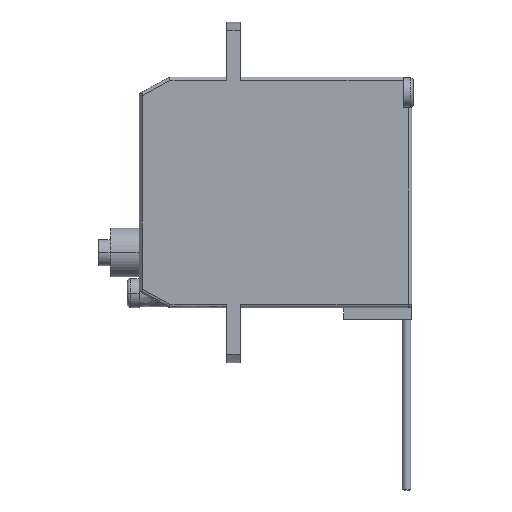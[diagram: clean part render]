
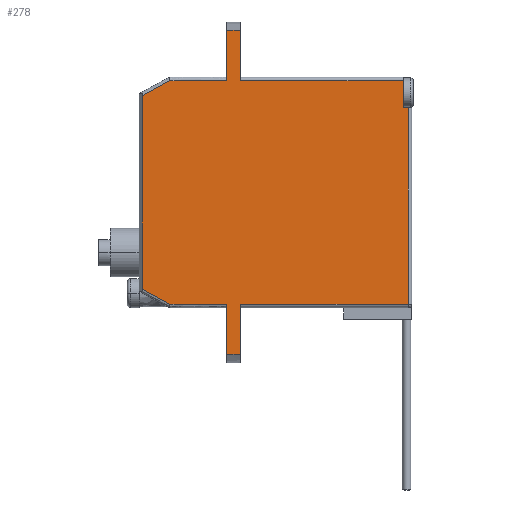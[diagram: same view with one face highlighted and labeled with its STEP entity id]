
A CAD part, left-side view. The second image highlights one B-rep face of the part: STEP entity #278.
In plain terms, the highlighted free-form (B-spline) face has degree [1, 1] with [2, 2] control points.
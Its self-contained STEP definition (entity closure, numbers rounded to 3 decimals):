
#170 = VERTEX_POINT('',#171);
#171 = CARTESIAN_POINT('',(-4.623,-11.539,
    7.337));
#177 = EDGE_CURVE('',#170,#178,#180,.T.);
#178 = VERTEX_POINT('',#179);
#179 = CARTESIAN_POINT('',(-4.623,-11.095,
    7.337));
#180 = B_SPLINE_CURVE_WITH_KNOTS('',1,(#181,#182),.UNSPECIFIED.,.F.,.F.,
  (2,2),(0.,0.3),.PIECEWISE_BEZIER_KNOTS.);
#181 = CARTESIAN_POINT('',(-4.623,-11.539,
    7.337));
#182 = CARTESIAN_POINT('',(-4.623,-11.095,
    7.337));
#198 = EDGE_CURVE('',#170,#199,#201,.T.);
#199 = VERTEX_POINT('',#200);
#200 = CARTESIAN_POINT('',(-4.623,-11.539,
    -9.704));
#201 = B_SPLINE_CURVE_WITH_KNOTS('',1,(#202,#203),.UNSPECIFIED.,.F.,.F.,
  (2,2),(0.,11.52),.PIECEWISE_BEZIER_KNOTS.);
#202 = CARTESIAN_POINT('',(-4.623,-11.539,
    7.337));
#203 = CARTESIAN_POINT('',(-4.623,-11.539,
    -9.704));
#254 = VERTEX_POINT('',#255);
#255 = CARTESIAN_POINT('',(-4.623,3.033,-9.704
    ));
#267 = EDGE_CURVE('',#254,#199,#268,.T.);
#268 = B_SPLINE_CURVE_WITH_KNOTS('',1,(#269,#270),.UNSPECIFIED.,.F.,.F.,
  (2,2),(0.,9.85),.PIECEWISE_BEZIER_KNOTS.);
#269 = CARTESIAN_POINT('',(-4.623,3.033,-9.704
    ));
#270 = CARTESIAN_POINT('',(-4.623,-11.539,
    -9.704));
#278 = ADVANCED_FACE('',(#279),#373,.T.);
#279 = FACE_BOUND('',#280,.F.);
#280 = EDGE_LOOP('',(#281,#288,#289,#290,#291,#298,#305,#312,#319,#326,
    #333,#340,#347,#354,#361,#368));
#281 = ORIENTED_EDGE('',*,*,#282,.T.);
#282 = EDGE_CURVE('',#283,#178,#285,.T.);
#283 = VERTEX_POINT('',#284);
#284 = CARTESIAN_POINT('',(-4.623,-11.095,9.704
    ));
#285 = B_SPLINE_CURVE_WITH_KNOTS('',1,(#286,#287),.UNSPECIFIED.,.F.,.F.,
  (2,2),(0.,1.6),.PIECEWISE_BEZIER_KNOTS.);
#286 = CARTESIAN_POINT('',(-4.623,-11.095,9.704
    ));
#287 = CARTESIAN_POINT('',(-4.623,-11.095,
    7.337));
#288 = ORIENTED_EDGE('',*,*,#177,.F.);
#289 = ORIENTED_EDGE('',*,*,#198,.T.);
#290 = ORIENTED_EDGE('',*,*,#267,.F.);
#291 = ORIENTED_EDGE('',*,*,#292,.F.);
#292 = EDGE_CURVE('',#293,#254,#295,.T.);
#293 = VERTEX_POINT('',#294);
#294 = CARTESIAN_POINT('',(-4.623,3.033,
    -14.052));
#295 = B_SPLINE_CURVE_WITH_KNOTS('',1,(#296,#297),.UNSPECIFIED.,.F.,.F.,
  (2,2),(0.,2.939),.PIECEWISE_BEZIER_KNOTS.);
#296 = CARTESIAN_POINT('',(-4.623,3.033,
    -14.052));
#297 = CARTESIAN_POINT('',(-4.623,3.033,-9.704
    ));
#298 = ORIENTED_EDGE('',*,*,#299,.T.);
#299 = EDGE_CURVE('',#293,#300,#302,.T.);
#300 = VERTEX_POINT('',#301);
#301 = CARTESIAN_POINT('',(-4.623,4.246,
    -14.052));
#302 = B_SPLINE_CURVE_WITH_KNOTS('',1,(#303,#304),.UNSPECIFIED.,.F.,.F.,
  (2,2),(0.,0.82),.PIECEWISE_BEZIER_KNOTS.);
#303 = CARTESIAN_POINT('',(-4.623,3.033,
    -14.052));
#304 = CARTESIAN_POINT('',(-4.623,4.246,
    -14.052));
#305 = ORIENTED_EDGE('',*,*,#306,.F.);
#306 = EDGE_CURVE('',#307,#300,#309,.T.);
#307 = VERTEX_POINT('',#308);
#308 = CARTESIAN_POINT('',(-4.623,4.246,-9.704
    ));
#309 = B_SPLINE_CURVE_WITH_KNOTS('',1,(#310,#311),.UNSPECIFIED.,.F.,.F.,
  (2,2),(0.,2.939),.PIECEWISE_BEZIER_KNOTS.);
#310 = CARTESIAN_POINT('',(-4.623,4.246,-9.704
    ));
#311 = CARTESIAN_POINT('',(-4.623,4.246,
    -14.052));
#312 = ORIENTED_EDGE('',*,*,#313,.F.);
#313 = EDGE_CURVE('',#314,#307,#316,.T.);
#314 = VERTEX_POINT('',#315);
#315 = CARTESIAN_POINT('',(-4.623,9.153,-9.704
    ));
#316 = B_SPLINE_CURVE_WITH_KNOTS('',1,(#317,#318),.UNSPECIFIED.,.F.,.F.,
  (2,2),(0.,3.318),.PIECEWISE_BEZIER_KNOTS.);
#317 = CARTESIAN_POINT('',(-4.623,9.153,-9.704
    ));
#318 = CARTESIAN_POINT('',(-4.623,4.246,-9.704
    ));
#319 = ORIENTED_EDGE('',*,*,#320,.F.);
#320 = EDGE_CURVE('',#321,#314,#323,.T.);
#321 = VERTEX_POINT('',#322);
#322 = CARTESIAN_POINT('',(-4.623,11.539,-8.404)
  );
#323 = B_SPLINE_CURVE_WITH_KNOTS('',1,(#324,#325),.UNSPECIFIED.,.F.,.F.,
  (2,2),(0.,1.836),.PIECEWISE_BEZIER_KNOTS.);
#324 = CARTESIAN_POINT('',(-4.623,11.539,-8.404)
  );
#325 = CARTESIAN_POINT('',(-4.623,9.153,-9.704
    ));
#326 = ORIENTED_EDGE('',*,*,#327,.T.);
#327 = EDGE_CURVE('',#321,#328,#330,.T.);
#328 = VERTEX_POINT('',#329);
#329 = CARTESIAN_POINT('',(-4.623,11.539,8.404)
  );
#330 = B_SPLINE_CURVE_WITH_KNOTS('',1,(#331,#332),.UNSPECIFIED.,.F.,.F.,
  (2,2),(0.,11.362),.PIECEWISE_BEZIER_KNOTS.);
#331 = CARTESIAN_POINT('',(-4.623,11.539,-8.404)
  );
#332 = CARTESIAN_POINT('',(-4.623,11.539,8.404)
  );
#333 = ORIENTED_EDGE('',*,*,#334,.F.);
#334 = EDGE_CURVE('',#335,#328,#337,.T.);
#335 = VERTEX_POINT('',#336);
#336 = CARTESIAN_POINT('',(-4.623,9.153,9.704)
  );
#337 = B_SPLINE_CURVE_WITH_KNOTS('',1,(#338,#339),.UNSPECIFIED.,.F.,.F.,
  (2,2),(0.,1.836),.PIECEWISE_BEZIER_KNOTS.);
#338 = CARTESIAN_POINT('',(-4.623,9.153,9.704)
  );
#339 = CARTESIAN_POINT('',(-4.623,11.539,8.404)
  );
#340 = ORIENTED_EDGE('',*,*,#341,.T.);
#341 = EDGE_CURVE('',#335,#342,#344,.T.);
#342 = VERTEX_POINT('',#343);
#343 = CARTESIAN_POINT('',(-4.623,4.246,9.704)
  );
#344 = B_SPLINE_CURVE_WITH_KNOTS('',1,(#345,#346),.UNSPECIFIED.,.F.,.F.,
  (2,2),(0.,3.318),.PIECEWISE_BEZIER_KNOTS.);
#345 = CARTESIAN_POINT('',(-4.623,9.153,9.704)
  );
#346 = CARTESIAN_POINT('',(-4.623,4.246,9.704)
  );
#347 = ORIENTED_EDGE('',*,*,#348,.F.);
#348 = EDGE_CURVE('',#349,#342,#351,.T.);
#349 = VERTEX_POINT('',#350);
#350 = CARTESIAN_POINT('',(-4.623,4.246,
    14.052));
#351 = B_SPLINE_CURVE_WITH_KNOTS('',1,(#352,#353),.UNSPECIFIED.,.F.,.F.,
  (2,2),(0.,2.939),.PIECEWISE_BEZIER_KNOTS.);
#352 = CARTESIAN_POINT('',(-4.623,4.246,
    14.052));
#353 = CARTESIAN_POINT('',(-4.623,4.246,9.704)
  );
#354 = ORIENTED_EDGE('',*,*,#355,.F.);
#355 = EDGE_CURVE('',#356,#349,#358,.T.);
#356 = VERTEX_POINT('',#357);
#357 = CARTESIAN_POINT('',(-4.623,3.033,
    14.052));
#358 = B_SPLINE_CURVE_WITH_KNOTS('',1,(#359,#360),.UNSPECIFIED.,.F.,.F.,
  (2,2),(0.,0.82),.PIECEWISE_BEZIER_KNOTS.);
#359 = CARTESIAN_POINT('',(-4.623,3.033,
    14.052));
#360 = CARTESIAN_POINT('',(-4.623,4.246,
    14.052));
#361 = ORIENTED_EDGE('',*,*,#362,.F.);
#362 = EDGE_CURVE('',#363,#356,#365,.T.);
#363 = VERTEX_POINT('',#364);
#364 = CARTESIAN_POINT('',(-4.623,3.033,9.704)
  );
#365 = B_SPLINE_CURVE_WITH_KNOTS('',1,(#366,#367),.UNSPECIFIED.,.F.,.F.,
  (2,2),(0.,2.939),.PIECEWISE_BEZIER_KNOTS.);
#366 = CARTESIAN_POINT('',(-4.623,3.033,9.704)
  );
#367 = CARTESIAN_POINT('',(-4.623,3.033,
    14.052));
#368 = ORIENTED_EDGE('',*,*,#369,.T.);
#369 = EDGE_CURVE('',#363,#283,#370,.T.);
#370 = B_SPLINE_CURVE_WITH_KNOTS('',1,(#371,#372),.UNSPECIFIED.,.F.,.F.,
  (2,2),(0.,9.55),.PIECEWISE_BEZIER_KNOTS.);
#371 = CARTESIAN_POINT('',(-4.623,3.033,9.704)
  );
#372 = CARTESIAN_POINT('',(-4.623,-11.095,9.704
    ));
#373 = B_SPLINE_SURFACE_WITH_KNOTS('',1,1,(
    (#374,#375)
    ,(#376,#377
    )),.UNSPECIFIED.,.F.,.F.,.F.,(2,2),(2,2),(-2.739,
    16.259),(0.2,15.8),.PIECEWISE_BEZIER_KNOTS.);
#374 = CARTESIAN_POINT('',(-4.623,-11.539,
    -14.052));
#375 = CARTESIAN_POINT('',(-4.623,11.539,
    -14.052));
#376 = CARTESIAN_POINT('',(-4.623,-11.539,
    14.052));
#377 = CARTESIAN_POINT('',(-4.623,11.539,
    14.052));
